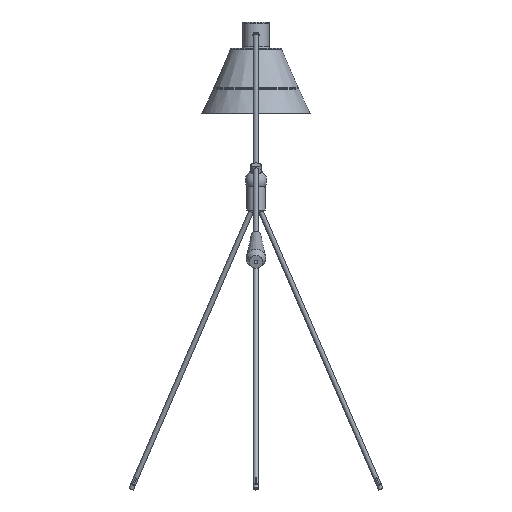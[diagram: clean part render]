
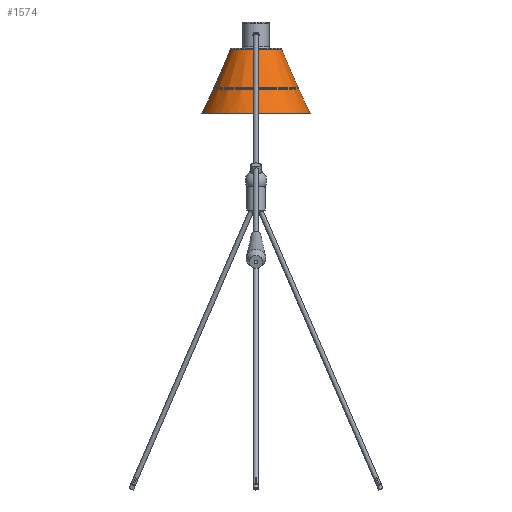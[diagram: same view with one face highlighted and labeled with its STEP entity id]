
A CAD part, left-side view. The second image highlights one B-rep face of the part: STEP entity #1574.
In plain terms, the highlighted conical face has half-angle 23.962 degrees and reference radius 82.5 mm.
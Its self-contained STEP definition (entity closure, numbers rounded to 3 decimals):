
#108=CONICAL_SURFACE('',#1811,82.5,0.418);
#232=FACE_OUTER_BOUND('',#382,.T.);
#382=EDGE_LOOP('',(#1337,#1338,#1339,#1340));
#521=CIRCLE('',#1809,53.292);
#523=CIRCLE('',#1812,112.5);
#605=LINE('',#3029,#660);
#660=VECTOR('',#2272,82.5);
#793=VERTEX_POINT('',#3023);
#794=VERTEX_POINT('',#3027);
#980=EDGE_CURVE('',#793,#793,#521,.T.);
#982=EDGE_CURVE('',#794,#794,#523,.T.);
#983=EDGE_CURVE('',#794,#793,#605,.T.);
#1337=ORIENTED_EDGE('',*,*,#982,.F.);
#1338=ORIENTED_EDGE('',*,*,#983,.T.);
#1339=ORIENTED_EDGE('',*,*,#980,.F.);
#1340=ORIENTED_EDGE('',*,*,#983,.F.);
#1574=ADVANCED_FACE('',(#232),#108,.T.);
#1809=AXIS2_PLACEMENT_3D('',#3024,#2264,#2265);
#1811=AXIS2_PLACEMENT_3D('',#3026,#2268,#2269);
#1812=AXIS2_PLACEMENT_3D('',#3028,#2270,#2271);
#2264=DIRECTION('center_axis',(0.,0.,1.));
#2265=DIRECTION('ref_axis',(1.,0.,0.));
#2268=DIRECTION('center_axis',(0.,0.,-1.));
#2269=DIRECTION('ref_axis',(-1.,0.,0.));
#2270=DIRECTION('center_axis',(0.,0.,-1.));
#2271=DIRECTION('ref_axis',(1.,0.,0.));
#2272=DIRECTION('',(-0.406,0.,0.914));
#3023=CARTESIAN_POINT('',(978.433,0.,916.11));
#3024=CARTESIAN_POINT('Origin',(925.141,0.,
916.11));
#3026=CARTESIAN_POINT('Origin',(925.141,0.,850.392));
#3027=CARTESIAN_POINT('',(1037.641,0.,782.892));
#3028=CARTESIAN_POINT('Origin',(925.141,0.,782.892));
#3029=CARTESIAN_POINT('',(1007.641,0.,850.392));
